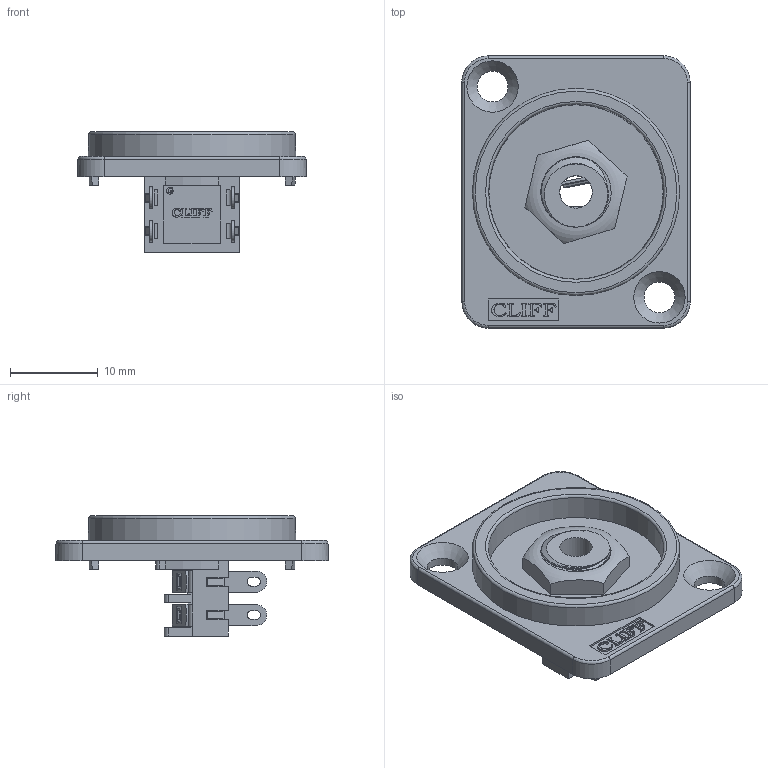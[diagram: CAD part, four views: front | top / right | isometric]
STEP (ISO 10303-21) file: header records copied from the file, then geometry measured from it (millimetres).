
FILE_DESCRIPTION(/* description */ (''),/* implementation_level */ '2;1');
FILE_NAME(/* name */ 'CP303075.stp',/* time_stamp */ '2026-04-07T14:06:28+01:00',/* author */ ('TimOttley'),/* organization */ (''),/* preprocessor_version */ 'ST-DEVELOPER v20.1',/* originating_system */ 'Autodesk Inventor 2026',/* authorisation */ '');
FILE_SCHEMA (('AUTOMOTIVE_DESIGN { 1 0 10303 214 3 1 1 }'));
Length unit declared in the file: millimetre
Products named in the file (1): CP303075
Bounding box: 26 x 31 x 13.7 mm (x, y, z)
Volume: 2566.6 mm3; surface area: 3471.6 mm2
Topology: 1 solids, 1 shells, 663 faces, 1842 edges, 1192 vertices
Faces by surface type: plane 423, bspline 116, cylinder 93, sphere 16, cone 12, torus 3
Full cylindrical faces by diameter (mm): 3.5 x2, 3.7 x1, 8 x1, 8.1 x1
Entity records: 27024 total; most frequent: CARTESIAN_POINT 9921, ORIENTED_EDGE 3684, DIRECTION 2927, EDGE_CURVE 1842, LINE 1325, VECTOR 1325, VERTEX_POINT 1192, AXIS2_PLACEMENT_3D 801
